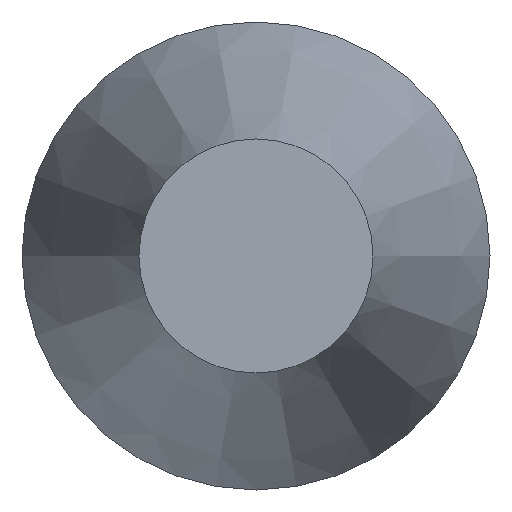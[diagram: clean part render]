
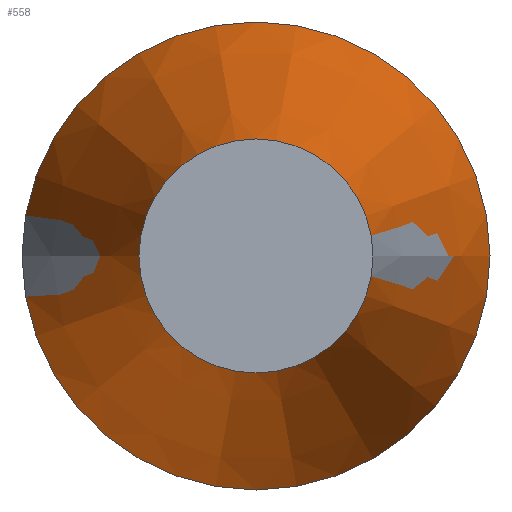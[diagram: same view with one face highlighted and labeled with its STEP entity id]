
A CAD part, front view. The second image highlights one B-rep face of the part: STEP entity #558.
In plain terms, the highlighted conical face has half-angle 15 degrees and reference radius 2 mm.
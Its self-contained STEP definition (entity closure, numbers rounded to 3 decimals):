
#492 = CYLINDRICAL_SURFACE('',#493,2.);
#493 = AXIS2_PLACEMENT_3D('',#494,#495,#496);
#494 = CARTESIAN_POINT('',(0.,42.448,0.));
#495 = DIRECTION('',(-0.,-1.,-0.));
#496 = DIRECTION('',(1.,-0.,0.));
#509 = VERTEX_POINT('',#510);
#510 = CARTESIAN_POINT('',(2.,14.68,0.));
#531 = EDGE_CURVE('',#509,#509,#532,.T.);
#532 = SURFACE_CURVE('',#533,(#538,#545),.PCURVE_S1.);
#533 = CIRCLE('',#534,2.);
#534 = AXIS2_PLACEMENT_3D('',#535,#536,#537);
#535 = CARTESIAN_POINT('',(0.,14.68,0.));
#536 = DIRECTION('',(0.,1.,0.));
#537 = DIRECTION('',(1.,-0.,0.));
#538 = PCURVE('',#492,#539);
#539 = DEFINITIONAL_REPRESENTATION('',(#540),#544);
#540 = LINE('',#541,#542);
#541 = CARTESIAN_POINT('',(-0.,27.768));
#542 = VECTOR('',#543,1.);
#543 = DIRECTION('',(-1.,0.));
#544 = ( GEOMETRIC_REPRESENTATION_CONTEXT(2) 
PARAMETRIC_REPRESENTATION_CONTEXT() REPRESENTATION_CONTEXT('2D SPACE',''
  ) );
#545 = PCURVE('',#546,#551);
#546 = CONICAL_SURFACE('',#547,2.,0.262);
#547 = AXIS2_PLACEMENT_3D('',#548,#549,#550);
#548 = CARTESIAN_POINT('',(0.,14.68,0.));
#549 = DIRECTION('',(0.,1.,0.));
#550 = DIRECTION('',(1.,-0.,0.));
#551 = DEFINITIONAL_REPRESENTATION('',(#552),#556);
#552 = LINE('',#553,#554);
#553 = CARTESIAN_POINT('',(0.,-0.));
#554 = VECTOR('',#555,1.);
#555 = DIRECTION('',(1.,-0.));
#556 = ( GEOMETRIC_REPRESENTATION_CONTEXT(2) 
PARAMETRIC_REPRESENTATION_CONTEXT() REPRESENTATION_CONTEXT('2D SPACE',''
  ) );
#558 = ADVANCED_FACE('',(#559),#546,.T.);
#559 = FACE_BOUND('',#560,.F.);
#560 = EDGE_LOOP('',(#561,#562,#585,#612));
#561 = ORIENTED_EDGE('',*,*,#531,.T.);
#562 = ORIENTED_EDGE('',*,*,#563,.T.);
#563 = EDGE_CURVE('',#509,#564,#566,.T.);
#564 = VERTEX_POINT('',#565);
#565 = CARTESIAN_POINT('',(1.,10.948,0.));
#566 = SEAM_CURVE('',#567,(#571,#578),.PCURVE_S1.);
#567 = LINE('',#568,#569);
#568 = CARTESIAN_POINT('',(2.,14.68,0.));
#569 = VECTOR('',#570,1.);
#570 = DIRECTION('',(-0.259,-0.966,0.
    ));
#571 = PCURVE('',#546,#572);
#572 = DEFINITIONAL_REPRESENTATION('',(#573),#577);
#573 = LINE('',#574,#575);
#574 = CARTESIAN_POINT('',(0.,-0.));
#575 = VECTOR('',#576,1.);
#576 = DIRECTION('',(0.,-1.));
#577 = ( GEOMETRIC_REPRESENTATION_CONTEXT(2) 
PARAMETRIC_REPRESENTATION_CONTEXT() REPRESENTATION_CONTEXT('2D SPACE',''
  ) );
#578 = PCURVE('',#546,#579);
#579 = DEFINITIONAL_REPRESENTATION('',(#580),#584);
#580 = LINE('',#581,#582);
#581 = CARTESIAN_POINT('',(6.283,-0.));
#582 = VECTOR('',#583,1.);
#583 = DIRECTION('',(0.,-1.));
#584 = ( GEOMETRIC_REPRESENTATION_CONTEXT(2) 
PARAMETRIC_REPRESENTATION_CONTEXT() REPRESENTATION_CONTEXT('2D SPACE',''
  ) );
#585 = ORIENTED_EDGE('',*,*,#586,.F.);
#586 = EDGE_CURVE('',#564,#564,#587,.T.);
#587 = SURFACE_CURVE('',#588,(#593,#600),.PCURVE_S1.);
#588 = CIRCLE('',#589,1.);
#589 = AXIS2_PLACEMENT_3D('',#590,#591,#592);
#590 = CARTESIAN_POINT('',(0.,10.948,0.));
#591 = DIRECTION('',(0.,1.,0.));
#592 = DIRECTION('',(1.,-0.,0.));
#593 = PCURVE('',#546,#594);
#594 = DEFINITIONAL_REPRESENTATION('',(#595),#599);
#595 = LINE('',#596,#597);
#596 = CARTESIAN_POINT('',(0.,-3.732));
#597 = VECTOR('',#598,1.);
#598 = DIRECTION('',(1.,-0.));
#599 = ( GEOMETRIC_REPRESENTATION_CONTEXT(2) 
PARAMETRIC_REPRESENTATION_CONTEXT() REPRESENTATION_CONTEXT('2D SPACE',''
  ) );
#600 = PCURVE('',#601,#606);
#601 = CYLINDRICAL_SURFACE('',#602,1.);
#602 = AXIS2_PLACEMENT_3D('',#603,#604,#605);
#603 = CARTESIAN_POINT('',(0.,10.948,0.));
#604 = DIRECTION('',(-0.,-1.,-0.));
#605 = DIRECTION('',(1.,-0.,0.));
#606 = DEFINITIONAL_REPRESENTATION('',(#607),#611);
#607 = LINE('',#608,#609);
#608 = CARTESIAN_POINT('',(-0.,0.));
#609 = VECTOR('',#610,1.);
#610 = DIRECTION('',(-1.,0.));
#611 = ( GEOMETRIC_REPRESENTATION_CONTEXT(2) 
PARAMETRIC_REPRESENTATION_CONTEXT() REPRESENTATION_CONTEXT('2D SPACE',''
  ) );
#612 = ORIENTED_EDGE('',*,*,#563,.F.);
